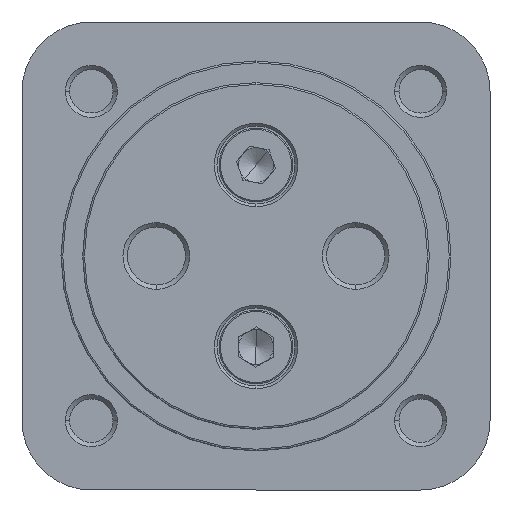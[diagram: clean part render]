
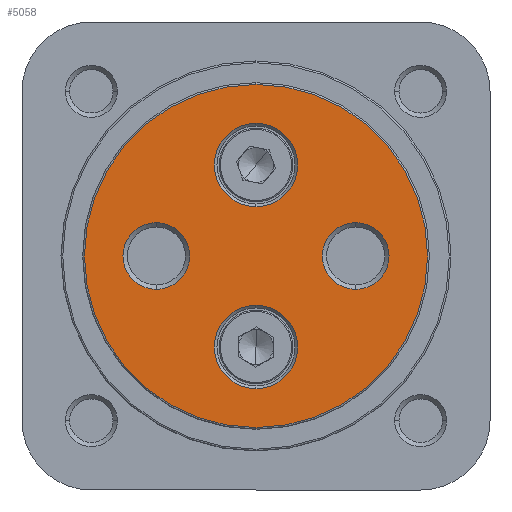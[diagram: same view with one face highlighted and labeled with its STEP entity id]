
A CAD part, left-side view. The second image highlights one B-rep face of the part: STEP entity #5058.
In plain terms, the highlighted planar face has unit normal (-1, 0, 0).
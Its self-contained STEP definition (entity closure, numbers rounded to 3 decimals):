
#7 = VERTEX_POINT ( 'NONE', #47 ) ;
#47 = CARTESIAN_POINT ( 'NONE',  ( 0., 0., -5.7 ) ) ;
#81 = VERTEX_POINT ( 'NONE', #5182 ) ;
#97 = VERTEX_POINT ( 'NONE', #5198 ) ;
#110 = VERTEX_POINT ( 'NONE', #5211 ) ;
#137 = VERTEX_POINT ( 'NONE', #5237 ) ;
#157 = VERTEX_POINT ( 'NONE', #5257 ) ;
#169 = VERTEX_POINT ( 'NONE', #5269 ) ;
#186 = VERTEX_POINT ( 'NONE', #5286 ) ;
#188 = VERTEX_POINT ( 'NONE', #5288 ) ;
#212 = VERTEX_POINT ( 'NONE', #5308 ) ;
#520 = CARTESIAN_POINT ( 'NONE',  ( 0., 0., 0. ) ) ;
#529 = PLANE ( 'NONE',  #2367 ) ;
#532 = DIRECTION ( 'NONE',  ( 1., 0., 0. ) ) ;
#533 = DIRECTION ( 'NONE',  ( 0., 0., -1. ) ) ;
#1056 = FACE_BOUND ( 'NONE', #4816, .T. ) ;
#1060 = FACE_OUTER_BOUND ( 'NONE', #4546, .T. ) ;
#1066 = FACE_BOUND ( 'NONE', #4600, .T. ) ;
#1068 = FACE_BOUND ( 'NONE', #4632, .T. ) ;
#1070 = FACE_BOUND ( 'NONE', #4784, .T. ) ;
#1694 = EDGE_CURVE ( 'NONE', #169, #137, #6456, .T. ) ;
#1701 = EDGE_CURVE ( 'NONE', #212, #81, #6465, .T. ) ;
#1707 = EDGE_CURVE ( 'NONE', #157, #110, #6474, .T. ) ;
#1746 = EDGE_CURVE ( 'NONE', #7, #186, #6530, .T. ) ;
#1755 = EDGE_CURVE ( 'NONE', #188, #97, #6543, .T. ) ;
#1772 = EDGE_CURVE ( 'NONE', #110, #157, #6564, .T. ) ;
#1785 = EDGE_CURVE ( 'NONE', #137, #169, #6580, .T. ) ;
#1787 = EDGE_CURVE ( 'NONE', #186, #7, #6584, .T. ) ;
#1800 = EDGE_CURVE ( 'NONE', #97, #188, #6602, .T. ) ;
#1807 = EDGE_CURVE ( 'NONE', #81, #212, #6613, .T. ) ;
#1963 = AXIS2_PLACEMENT_3D ( 'NONE', #6148, #6149, #6150 ) ;
#1970 = AXIS2_PLACEMENT_3D ( 'NONE', #6168, #6169, #6170 ) ;
#1974 = AXIS2_PLACEMENT_3D ( 'NONE', #6183, #6184, #6185 ) ;
#1994 = AXIS2_PLACEMENT_3D ( 'NONE', #6283, #6284, #6285 ) ;
#2001 = AXIS2_PLACEMENT_3D ( 'NONE', #6307, #6308, #6309 ) ;
#2008 = AXIS2_PLACEMENT_3D ( 'NONE', #6346, #6353, #6354 ) ;
#2020 = AXIS2_PLACEMENT_3D ( 'NONE', #7319, #7321, #7322 ) ;
#2023 = AXIS2_PLACEMENT_3D ( 'NONE', #7320, #7327, #7328 ) ;
#2030 = AXIS2_PLACEMENT_3D ( 'NONE', #7353, #7359, #7360 ) ;
#2032 = AXIS2_PLACEMENT_3D ( 'NONE', #7376, #7378, #7379 ) ;
#2367 = AXIS2_PLACEMENT_3D ( 'NONE', #520, #532, #533 ) ;
#3382 = ORIENTED_EDGE ( 'NONE', *, *, #1785, .T. ) ;
#3383 = ORIENTED_EDGE ( 'NONE', *, *, #1694, .T. ) ;
#3384 = ORIENTED_EDGE ( 'NONE', *, *, #1746, .T. ) ;
#3385 = ORIENTED_EDGE ( 'NONE', *, *, #1787, .T. ) ;
#3386 = ORIENTED_EDGE ( 'NONE', *, *, #1755, .T. ) ;
#3387 = ORIENTED_EDGE ( 'NONE', *, *, #1800, .T. ) ;
#3388 = ORIENTED_EDGE ( 'NONE', *, *, #1707, .T. ) ;
#3389 = ORIENTED_EDGE ( 'NONE', *, *, #1772, .T. ) ;
#3390 = ORIENTED_EDGE ( 'NONE', *, *, #1701, .T. ) ;
#3391 = ORIENTED_EDGE ( 'NONE', *, *, #1807, .T. ) ;
#4546 = EDGE_LOOP ( 'NONE', ( #3382, #3383 ) ) ;
#4600 = EDGE_LOOP ( 'NONE', ( #3384, #3385 ) ) ;
#4632 = EDGE_LOOP ( 'NONE', ( #3386, #3387 ) ) ;
#4784 = EDGE_LOOP ( 'NONE', ( #3388, #3389 ) ) ;
#4816 = EDGE_LOOP ( 'NONE', ( #3390, #3391 ) ) ;
#5058 = ADVANCED_FACE ( 'NONE', ( #1060, #1066, #1068, #1070, #1056 ), #529, .F. ) ;
#5182 = CARTESIAN_POINT ( 'NONE',  ( 0., 11.5, -3.85 ) ) ;
#5198 = CARTESIAN_POINT ( 'NONE',  ( 0., 0., 5.7 ) ) ;
#5211 = CARTESIAN_POINT ( 'NONE',  ( 0., -11.5, -3.85 ) ) ;
#5237 = CARTESIAN_POINT ( 'NONE',  ( 0., 0., -19.8 ) ) ;
#5257 = CARTESIAN_POINT ( 'NONE',  ( 0., -11.5, 3.85 ) ) ;
#5269 = CARTESIAN_POINT ( 'NONE',  ( 0., 0., 19.8 ) ) ;
#5286 = CARTESIAN_POINT ( 'NONE',  ( 0., 0., -15.3 ) ) ;
#5288 = CARTESIAN_POINT ( 'NONE',  ( 0., 0., 15.3 ) ) ;
#5308 = CARTESIAN_POINT ( 'NONE',  ( 0., 11.5, 3.85 ) ) ;
#6148 = CARTESIAN_POINT ( 'NONE',  ( 0., 0., 0. ) ) ;
#6149 = DIRECTION ( 'NONE',  ( -1., 0., 0. ) ) ;
#6150 = DIRECTION ( 'NONE',  ( 0., 0., -1. ) ) ;
#6168 = CARTESIAN_POINT ( 'NONE',  ( 0., 11.5, 0. ) ) ;
#6169 = DIRECTION ( 'NONE',  ( 1., 0., 0. ) ) ;
#6170 = DIRECTION ( 'NONE',  ( 0., 0., -1. ) ) ;
#6183 = CARTESIAN_POINT ( 'NONE',  ( 0., -11.5, 0. ) ) ;
#6184 = DIRECTION ( 'NONE',  ( 1., 0., 0. ) ) ;
#6185 = DIRECTION ( 'NONE',  ( 0., 0., -1. ) ) ;
#6283 = CARTESIAN_POINT ( 'NONE',  ( 0., 0., -10.5 ) ) ;
#6284 = DIRECTION ( 'NONE',  ( 1., 0., 0. ) ) ;
#6285 = DIRECTION ( 'NONE',  ( 0., 0., -1. ) ) ;
#6307 = CARTESIAN_POINT ( 'NONE',  ( 0., 0., 10.5 ) ) ;
#6308 = DIRECTION ( 'NONE',  ( 1., 0., 0. ) ) ;
#6309 = DIRECTION ( 'NONE',  ( 0., 0., -1. ) ) ;
#6346 = CARTESIAN_POINT ( 'NONE',  ( 0., -11.5, 0. ) ) ;
#6353 = DIRECTION ( 'NONE',  ( 1., 0., 0. ) ) ;
#6354 = DIRECTION ( 'NONE',  ( 0., 0., -1. ) ) ;
#6456 = CIRCLE ( 'NONE', #1963, 19.8 ) ;
#6465 = CIRCLE ( 'NONE', #1970, 3.85 ) ;
#6474 = CIRCLE ( 'NONE', #1974, 3.85 ) ;
#6530 = CIRCLE ( 'NONE', #1994, 4.8 ) ;
#6543 = CIRCLE ( 'NONE', #2001, 4.8 ) ;
#6564 = CIRCLE ( 'NONE', #2008, 3.85 ) ;
#6580 = CIRCLE ( 'NONE', #2020, 19.8 ) ;
#6584 = CIRCLE ( 'NONE', #2023, 4.8 ) ;
#6602 = CIRCLE ( 'NONE', #2030, 4.8 ) ;
#6613 = CIRCLE ( 'NONE', #2032, 3.85 ) ;
#7319 = CARTESIAN_POINT ( 'NONE',  ( 0., 0., 0. ) ) ;
#7320 = CARTESIAN_POINT ( 'NONE',  ( 0., 0., -10.5 ) ) ;
#7321 = DIRECTION ( 'NONE',  ( -1., 0., 0. ) ) ;
#7322 = DIRECTION ( 'NONE',  ( 0., 0., -1. ) ) ;
#7327 = DIRECTION ( 'NONE',  ( 1., 0., 0. ) ) ;
#7328 = DIRECTION ( 'NONE',  ( 0., 0., -1. ) ) ;
#7353 = CARTESIAN_POINT ( 'NONE',  ( 0., 0., 10.5 ) ) ;
#7359 = DIRECTION ( 'NONE',  ( 1., 0., 0. ) ) ;
#7360 = DIRECTION ( 'NONE',  ( 0., 0., -1. ) ) ;
#7376 = CARTESIAN_POINT ( 'NONE',  ( 0., 11.5, 0. ) ) ;
#7378 = DIRECTION ( 'NONE',  ( 1., 0., 0. ) ) ;
#7379 = DIRECTION ( 'NONE',  ( 0., 0., -1. ) ) ;
